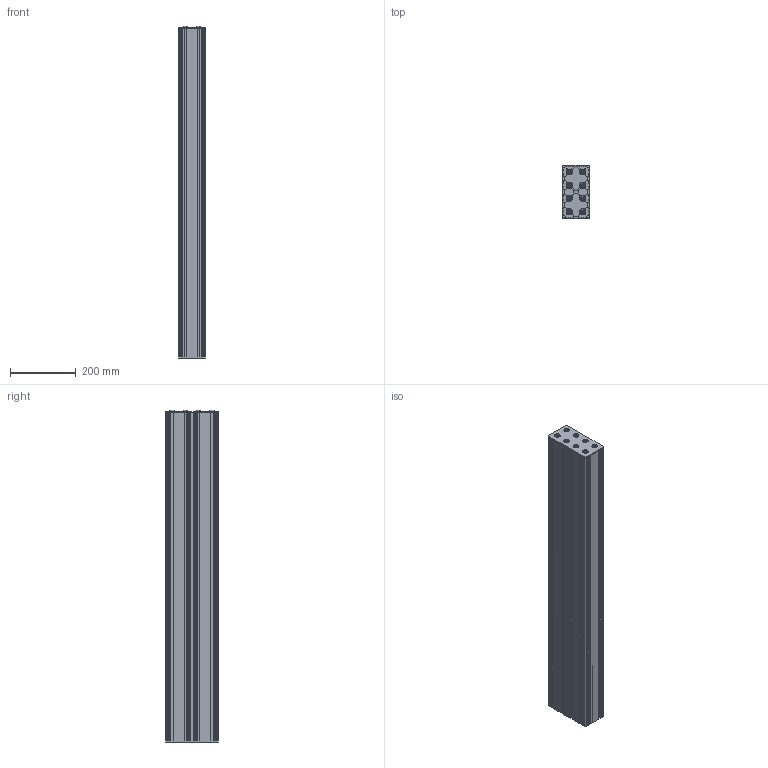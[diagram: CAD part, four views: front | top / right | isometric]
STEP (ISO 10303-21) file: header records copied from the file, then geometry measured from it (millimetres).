
FILE_DESCRIPTION(/* description */ ('Alibre Inc.'),/* implementation_level */ '2;1');
FILE_NAME(/* name */ 'export-F5D4DE8D-38F0-43C2-85F8-0A860BAD01E3',/* time_stamp */ '2022-04-02T16:21:41+02:00',/* author */ (''),/* organization */ (''),/* preprocessor_version */ 'ST-DEVELOPER v17',/* originating_system */ 'Alibre',/* authorisation */ '');
FILE_SCHEMA (('AUTOMOTIVE_DESIGN'));
Length unit declared in the file: millimetre
Bounding box: 80 x 160 x 1008.98 mm (x, y, z)
Volume: 3416907.5 mm3; surface area: 2017250.4 mm2
Topology: 18 solids, 18 shells, 796 faces, 2304 edges, 1520 vertices
Faces by surface type: plane 472, cylinder 212, cone 64, torus 48
Full cylindrical faces by diameter (mm): 6.647 x8, 8.2 x8, 14 x8
Entity records: 16967 total; most frequent: CARTESIAN_POINT 3054, ORIENTED_EDGE 2978, DIRECTION 2657, EDGE_CURVE 1489, VECTOR 1066, LINE 1066, VERTEX_POINT 998, AXIS2_PLACEMENT_3D 954
